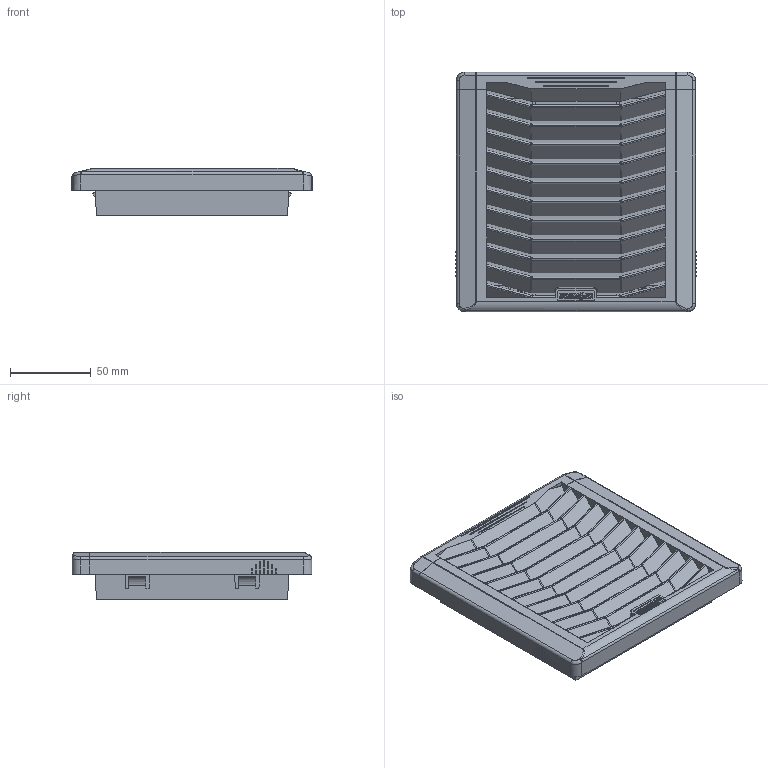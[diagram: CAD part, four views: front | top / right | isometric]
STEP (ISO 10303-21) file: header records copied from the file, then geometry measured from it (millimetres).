
FILE_DESCRIPTION(/* description */ (''),/* implementation_level */ '2;1');
FILE_NAME(/* name */ 'KIPVENT-200.01.300 Выпускная решётка в сборе.stp',/* time_stamp */ '2021-07-07T18:21:11+07:00',/* author */ ('YURY_'),/* organization */ (''),/* preprocessor_version */ 'ST-DEVELOPER v17.2',/* originating_system */ 'Autodesk Inventor 2019',/* authorisation */ '');
FILE_SCHEMA (('AUTOMOTIVE_DESIGN { 1 0 10303 214 3 1 1 }'));
Products named in the file (5): KIPVENT-200.01.300 Выпускная решётка 
в сборе; KIPVENT-200.01.300 Крышка; KIPVENT-200.01.300 Заглушка; KIPVENT-200.01.300 Корпус; KIPVENT-200.01.300 Фильтр
Assembly tree (4 placements, depth 2):
  KIPVENT-200.01.300 Выпускная решётка 
в сборе
    KIPVENT-200.01.300 Крышка
    KIPVENT-200.01.300 Заглушка
    KIPVENT-200.01.300 Корпус
    KIPVENT-200.01.300 Фильтр
Bounding box: 149.5 x 149 x 29.8 mm (x, y, z)
Volume: 332338.2 mm3; surface area: 168113.8 mm2
Topology: 4 solids, 4 shells, 2758 faces, 7544 edges, 4820 vertices
Faces by surface type: plane 1718, bspline 507, cylinder 427, cone 61, torus 37, sphere 8
Full cylindrical faces by diameter (mm): 2.9 x2, 3.2 x12, 4.8 x8, 5.8 x16
Entity records: 92654 total; most frequent: CARTESIAN_POINT 24687, ORIENTED_EDGE 15080, DIRECTION 12382, EDGE_CURVE 7540, LINE 5354, VECTOR 5354, VERTEX_POINT 4820, AXIS2_PLACEMENT_3D 3514
